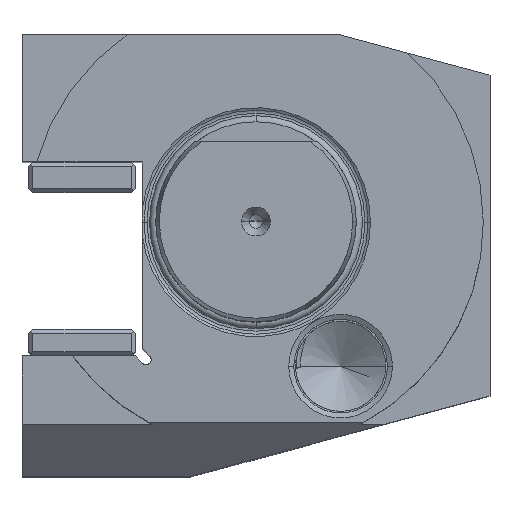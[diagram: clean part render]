
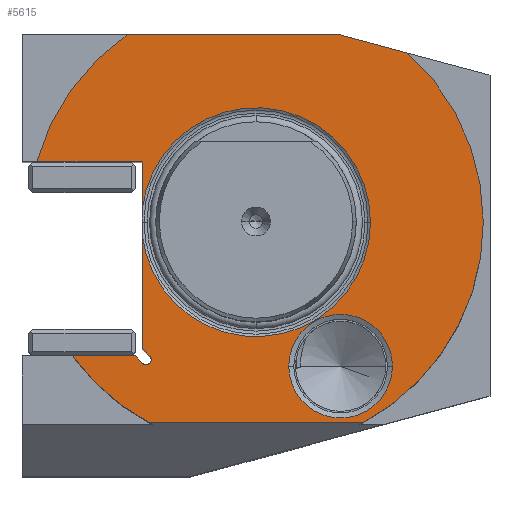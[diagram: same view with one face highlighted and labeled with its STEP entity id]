
A CAD part, top view. The second image highlights one B-rep face of the part: STEP entity #5615.
In plain terms, the highlighted planar face has unit normal (0, 0, 1).
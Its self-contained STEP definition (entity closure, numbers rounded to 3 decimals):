
#335=CARTESIAN_POINT('',(0,0,-55));
#336=DIRECTION('',(0,0,1));
#337=DIRECTION('',(-0.809,-0.588,0));
#338=AXIS2_PLACEMENT_3D('',#335,#336,#337);
#340=DIRECTION('',(-1,0,0));
#341=VECTOR('',#340,9.435);
#342=CARTESIAN_POINT('',(-18.061,-20,-55));
#343=LINE('',#342,#341);
#344=DIRECTION('',(-0.707,0.707,0));
#345=VECTOR('',#344,1.55);
#346=CARTESIAN_POINT('',(-16.965,-21.096,-55));
#347=LINE('',#346,#345);
#348=CARTESIAN_POINT('',(-16.434,-20.566,-55));
#349=DIRECTION('',(0,0,-1));
#350=DIRECTION('',(1,0,0));
#351=AXIS2_PLACEMENT_3D('',#348,#349,#350);
#353=CARTESIAN_POINT('',(-16.434,-20.566,-55));
#354=DIRECTION('',(0,0,-1));
#355=DIRECTION('',(0.707,0.707,0));
#356=AXIS2_PLACEMENT_3D('',#353,#354,#355);
#358=DIRECTION('',(0.707,-0.707,0));
#359=VECTOR('',#358,1.55);
#360=CARTESIAN_POINT('',(-17,-18.939,-55));
#361=LINE('',#360,#359);
#362=DIRECTION('',(0,-1,0));
#363=VECTOR('',#362,16.905);
#364=CARTESIAN_POINT('',(-17,-2.034,-55));
#365=LINE('',#364,#363);
#366=CARTESIAN_POINT('',(0,0,-55));
#367=DIRECTION('',(0,0,-1));
#368=DIRECTION('',(1,0,0));
#369=AXIS2_PLACEMENT_3D('',#366,#367,#368);
#371=CARTESIAN_POINT('',(0,0,-55));
#372=DIRECTION('',(0,0,-1));
#373=DIRECTION('',(-0.993,0.119,0));
#374=AXIS2_PLACEMENT_3D('',#371,#372,#373);
#376=DIRECTION('',(0,-1,0));
#377=VECTOR('',#376,6.966);
#378=CARTESIAN_POINT('',(-17,9,-55));
#379=LINE('',#378,#377);
#380=DIRECTION('',(1,0,0));
#381=VECTOR('',#380,15.787);
#382=CARTESIAN_POINT('',(-32.787,9,-55));
#383=LINE('',#382,#381);
#384=CARTESIAN_POINT('',(0,0,-55));
#385=DIRECTION('',(0,0,1));
#386=DIRECTION('',(-0.567,0.824,0));
#387=AXIS2_PLACEMENT_3D('',#384,#385,#386);
#389=DIRECTION('',(-1,0,0));
#390=VECTOR('',#389,31.895);
#391=CARTESIAN_POINT('',(12.608,28,-55));
#392=LINE('',#391,#390);
#393=DIRECTION('',(-0.966,0.259,0));
#394=VECTOR('',#393,10.475);
#395=CARTESIAN_POINT('',(22.726,25.289,-55));
#396=LINE('',#395,#394);
#397=CARTESIAN_POINT('',(0,0,-55));
#398=DIRECTION('',(0,0,1));
#399=DIRECTION('',(1,0,0));
#400=AXIS2_PLACEMENT_3D('',#397,#398,#399);
#402=CARTESIAN_POINT('',(0,0,-55));
#403=DIRECTION('',(0,0,1));
#404=DIRECTION('',(0.471,-0.882,0));
#405=AXIS2_PLACEMENT_3D('',#402,#403,#404);
#407=DIRECTION('',(1,0,0));
#408=VECTOR('',#407,32);
#409=CARTESIAN_POINT('',(-16,-30,-55));
#410=LINE('',#409,#408);
#411=CARTESIAN_POINT('',(12.652,-21.539,-55));
#412=DIRECTION('',(0,0,-1));
#413=DIRECTION('',(-1,0,0));
#414=AXIS2_PLACEMENT_3D('',#411,#412,#413);
#416=CARTESIAN_POINT('',(12.652,-21.539,-55));
#417=DIRECTION('',(0,0,-1));
#418=DIRECTION('',(1,0,0));
#419=AXIS2_PLACEMENT_3D('',#416,#417,#418);
#1777=CARTESIAN_POINT('',(-17,2.034,-55));
#4322=CARTESIAN_POINT('',(-27.495,-20,-55));
#4323=CARTESIAN_POINT('',(-16,-30,-55));
#4324=VERTEX_POINT('',#4322);
#4325=VERTEX_POINT('',#4323);
#4343=CARTESIAN_POINT('',(-16.965,-21.096,-55));
#4345=VERTEX_POINT('',#4343);
#4350=CARTESIAN_POINT('',(-19.287,28,-55));
#4351=CARTESIAN_POINT('',(-32.787,9,-55));
#4352=VERTEX_POINT('',#4350);
#4353=VERTEX_POINT('',#4351);
#4396=CARTESIAN_POINT('',(22.726,25.289,-55));
#4397=VERTEX_POINT('',#4396);
#4406=VERTEX_POINT('',#1777);
#4410=CARTESIAN_POINT('',(-15.684,-20.566,-55));
#4411=VERTEX_POINT('',#4410);
#4422=CARTESIAN_POINT('',(-18.061,-20,-55));
#4423=VERTEX_POINT('',#4422);
#4424=CARTESIAN_POINT('',(-17,9,-55));
#4425=VERTEX_POINT('',#4424);
#4433=CARTESIAN_POINT('',(17.121,0,-55));
#4434=VERTEX_POINT('',#4433);
#4435=CARTESIAN_POINT('',(-17,-2.034,-55));
#4436=CARTESIAN_POINT('',(-17,-18.939,-55));
#4437=VERTEX_POINT('',#4435);
#4438=VERTEX_POINT('',#4436);
#4441=CARTESIAN_POINT('',(16,-30,-55));
#4442=CARTESIAN_POINT('',(34,0,-55));
#4443=VERTEX_POINT('',#4441);
#4444=VERTEX_POINT('',#4442);
#4445=CARTESIAN_POINT('',(12.608,28,-55));
#4446=VERTEX_POINT('',#4445);
#4524=CARTESIAN_POINT('',(-15.904,-20.035,-55));
#4525=VERTEX_POINT('',#4524);
#4542=CARTESIAN_POINT('',(20.402,-21.539,-55));
#4543=CARTESIAN_POINT('',(4.902,-21.539,-55));
#4544=VERTEX_POINT('',#4542);
#4545=VERTEX_POINT('',#4543);
#5572=CARTESIAN_POINT('',(0,-17.121,-55));
#5573=DIRECTION('',(0,0,-1));
#5574=DIRECTION('',(1,0,0));
#5575=AXIS2_PLACEMENT_3D('',#5572,#5573,#5574);
#5576=PLANE('',#5575);
#5578=ORIENTED_EDGE('',*,*,#5577,.F.);
#5580=ORIENTED_EDGE('',*,*,#5579,.F.);
#5582=ORIENTED_EDGE('',*,*,#5581,.F.);
#5584=ORIENTED_EDGE('',*,*,#5583,.F.);
#5586=ORIENTED_EDGE('',*,*,#5585,.F.);
#5587=ORIENTED_EDGE('',*,*,#5563,.F.);
#5588=ORIENTED_EDGE('',*,*,#5536,.F.);
#5590=ORIENTED_EDGE('',*,*,#5589,.F.);
#5592=ORIENTED_EDGE('',*,*,#5591,.F.);
#5593=ORIENTED_EDGE('',*,*,#5530,.F.);
#5595=ORIENTED_EDGE('',*,*,#5594,.F.);
#5597=ORIENTED_EDGE('',*,*,#5596,.F.);
#5598=ORIENTED_EDGE('',*,*,#5450,.F.);
#5600=ORIENTED_EDGE('',*,*,#5599,.F.);
#5602=ORIENTED_EDGE('',*,*,#5601,.F.);
#5604=ORIENTED_EDGE('',*,*,#5603,.F.);
#5606=ORIENTED_EDGE('',*,*,#5605,.F.);
#5607=EDGE_LOOP('',(#5578,#5580,#5582,#5584,#5586,#5587,#5588,#5590,#5592,#5593,
#5595,#5597,#5598,#5600,#5602,#5604,#5606));
#5608=FACE_OUTER_BOUND('',#5607,.F.);
#5610=ORIENTED_EDGE('',*,*,#5609,.F.);
#5612=ORIENTED_EDGE('',*,*,#5611,.F.);
#5613=EDGE_LOOP('',(#5610,#5612));
#5614=FACE_BOUND('',#5613,.F.);
#5615=ADVANCED_FACE('',(#5608,#5614),#5576,.F.);
#339=CIRCLE('',#338,34);
#352=CIRCLE('',#351,0.75);
#357=CIRCLE('',#356,0.75);
#370=CIRCLE('',#369,17.121);
#375=CIRCLE('',#374,17.121);
#388=CIRCLE('',#387,34);
#401=CIRCLE('',#400,34);
#406=CIRCLE('',#405,34);
#415=CIRCLE('',#414,7.75);
#420=CIRCLE('',#419,7.75);
#5450=EDGE_CURVE('',#4446,#4352,#392,.T.);
#5530=EDGE_CURVE('',#4425,#4406,#379,.T.);
#5536=EDGE_CURVE('',#4437,#4438,#365,.T.);
#5563=EDGE_CURVE('',#4438,#4525,#361,.T.);
#5577=EDGE_CURVE('',#4324,#4325,#339,.T.);
#5579=EDGE_CURVE('',#4423,#4324,#343,.T.);
#5581=EDGE_CURVE('',#4345,#4423,#347,.T.);
#5583=EDGE_CURVE('',#4411,#4345,#352,.T.);
#5585=EDGE_CURVE('',#4525,#4411,#357,.T.);
#5589=EDGE_CURVE('',#4434,#4437,#370,.T.);
#5591=EDGE_CURVE('',#4406,#4434,#375,.T.);
#5594=EDGE_CURVE('',#4353,#4425,#383,.T.);
#5596=EDGE_CURVE('',#4352,#4353,#388,.T.);
#5599=EDGE_CURVE('',#4397,#4446,#396,.T.);
#5601=EDGE_CURVE('',#4444,#4397,#401,.T.);
#5603=EDGE_CURVE('',#4443,#4444,#406,.T.);
#5605=EDGE_CURVE('',#4325,#4443,#410,.T.);
#5609=EDGE_CURVE('',#4545,#4544,#415,.T.);
#5611=EDGE_CURVE('',#4544,#4545,#420,.T.);
